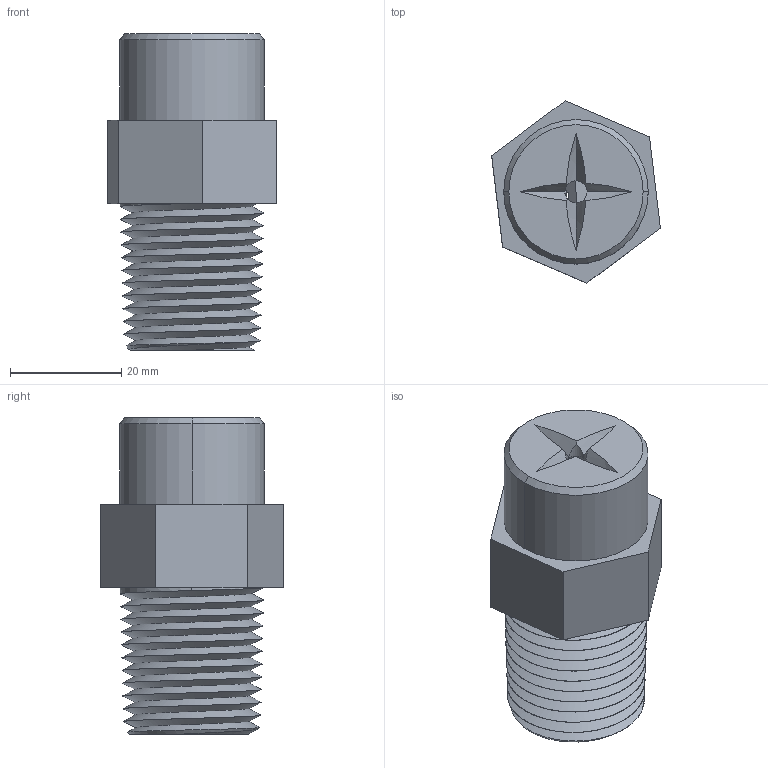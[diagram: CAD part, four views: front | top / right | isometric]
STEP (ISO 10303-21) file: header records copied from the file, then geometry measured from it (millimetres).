
FILE_DESCRIPTION (( 'STEP AP214' ), '1' );
FILE_NAME ('spary nozzle.STEP', '2017-01-20T20:54:38', ( 'usuario' ), ( '' ), 'SwSTEP 2.0', 'SolidWorks 2014', '' );
FILE_SCHEMA (( 'AUTOMOTIVE_DESIGN' ));
Length unit declared in the file: millimetre
Products named in the file (3): Upper nozzle element; spary nozzle; spray nozzle insert
Assembly tree (2 placements, depth 2):
  spary nozzle
    Upper nozzle element
    spray nozzle insert
Bounding box: 30.37 x 32.79 x 57 mm (x, y, z)
Volume: 15402.2 mm3; surface area: 13327 mm2
Topology: 3 solids, 3 shells, 82 faces, 213 edges, 140 vertices
Faces by surface type: cone 34, plane 26, cylinder 15, bspline 5, torus 2
Entity records: 11363 total; most frequent: CARTESIAN_POINT 9389, ORIENTED_EDGE 426, DIRECTION 324, EDGE_CURVE 213, VERTEX_POINT 140, AXIS2_PLACEMENT_3D 116, VECTOR 92, LINE 92
